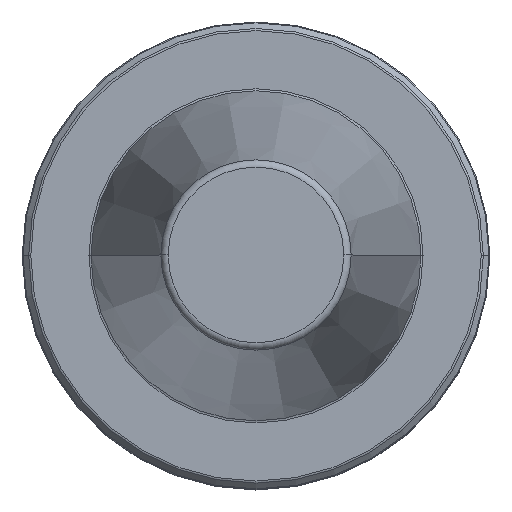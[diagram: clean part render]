
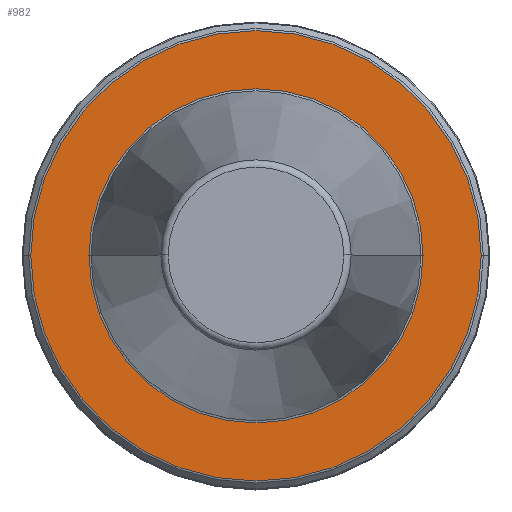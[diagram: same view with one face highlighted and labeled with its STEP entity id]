
A CAD part, top view. The second image highlights one B-rep face of the part: STEP entity #982.
In plain terms, the highlighted planar face has unit normal (0, 0, 1).
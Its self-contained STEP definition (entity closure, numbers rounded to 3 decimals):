
#67 = CARTESIAN_POINT ( 'NONE',  ( 0., 0., -2. ) ) ;
#111 = DIRECTION ( 'NONE',  ( 0., 0., 1. ) ) ;
#128 = CIRCLE ( 'NONE', #1063, 30.334 ) ;
#130 = DIRECTION ( 'NONE',  ( 0., 0., 1. ) ) ;
#135 = DIRECTION ( 'NONE',  ( 0., 0., 1. ) ) ;
#142 = AXIS2_PLACEMENT_3D ( 'NONE', #1097, #111, #1277 ) ;
#165 = ORIENTED_EDGE ( 'NONE', *, *, #1079, .T. ) ;
#182 = DIRECTION ( 'NONE',  ( 1., 0., 0. ) ) ;
#225 = AXIS2_PLACEMENT_3D ( 'NONE', #284, #973, #395 ) ;
#284 = CARTESIAN_POINT ( 'NONE',  ( 0., 0., -2. ) ) ;
#306 = CIRCLE ( 'NONE', #225, 22.5 ) ;
#312 = FACE_BOUND ( 'NONE', #594, .T. ) ;
#328 = CARTESIAN_POINT ( 'NONE',  ( -30.334, 0., -2. ) ) ;
#347 = AXIS2_PLACEMENT_3D ( 'NONE', #429, #135, #814 ) ;
#356 = EDGE_CURVE ( 'NONE', #761, #940, #554, .T. ) ;
#395 = DIRECTION ( 'NONE',  ( 1., 0., 0. ) ) ;
#400 = EDGE_CURVE ( 'NONE', #986, #891, #436, .T. ) ;
#426 = CARTESIAN_POINT ( 'NONE',  ( -22.5, 0., -2. ) ) ;
#429 = CARTESIAN_POINT ( 'NONE',  ( 0., 0., -2. ) ) ;
#436 = CIRCLE ( 'NONE', #142, 30.334 ) ;
#554 = CIRCLE ( 'NONE', #1215, 22.5 ) ;
#570 = EDGE_LOOP ( 'NONE', ( #165, #1136 ) ) ;
#594 = EDGE_LOOP ( 'NONE', ( #1125, #1247 ) ) ;
#646 = EDGE_CURVE ( 'NONE', #940, #761, #306, .T. ) ;
#725 = PLANE ( 'NONE',  #347 ) ;
#761 = VERTEX_POINT ( 'NONE', #1081 ) ;
#762 = DIRECTION ( 'NONE',  ( 0., 0., 1. ) ) ;
#806 = CARTESIAN_POINT ( 'NONE',  ( 0., 0., -2. ) ) ;
#814 = DIRECTION ( 'NONE',  ( 1., 0., 0. ) ) ;
#891 = VERTEX_POINT ( 'NONE', #1008 ) ;
#940 = VERTEX_POINT ( 'NONE', #426 ) ;
#973 = DIRECTION ( 'NONE',  ( 0., 0., 1. ) ) ;
#982 = ADVANCED_FACE ( 'NONE', ( #1100, #312 ), #725, .T. ) ;
#986 = VERTEX_POINT ( 'NONE', #328 ) ;
#1008 = CARTESIAN_POINT ( 'NONE',  ( 30.334, 0., -2. ) ) ;
#1020 = DIRECTION ( 'NONE',  ( 1., 0., 0. ) ) ;
#1063 = AXIS2_PLACEMENT_3D ( 'NONE', #67, #762, #182 ) ;
#1079 = EDGE_CURVE ( 'NONE', #891, #986, #128, .T. ) ;
#1081 = CARTESIAN_POINT ( 'NONE',  ( 22.5, 0., -2. ) ) ;
#1097 = CARTESIAN_POINT ( 'NONE',  ( 0., 0., -2. ) ) ;
#1100 = FACE_OUTER_BOUND ( 'NONE', #570, .T. ) ;
#1125 = ORIENTED_EDGE ( 'NONE', *, *, #356, .F. ) ;
#1136 = ORIENTED_EDGE ( 'NONE', *, *, #400, .T. ) ;
#1215 = AXIS2_PLACEMENT_3D ( 'NONE', #806, #130, #1020 ) ;
#1247 = ORIENTED_EDGE ( 'NONE', *, *, #646, .F. ) ;
#1277 = DIRECTION ( 'NONE',  ( 1., 0., 0. ) ) ;
